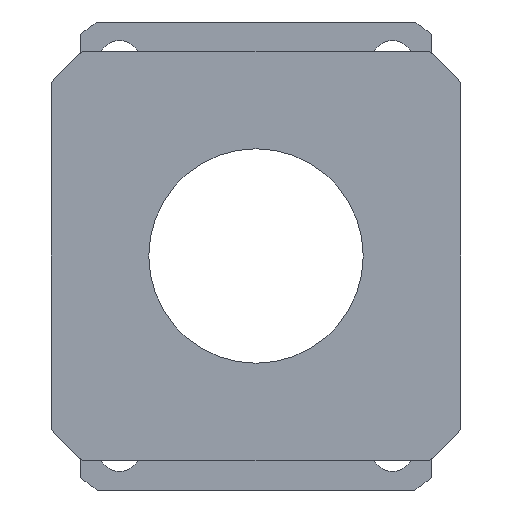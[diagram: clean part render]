
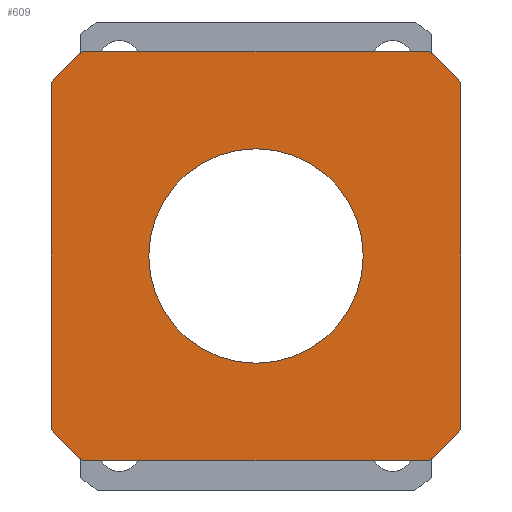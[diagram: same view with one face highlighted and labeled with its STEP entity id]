
A CAD part, left-side view. The second image highlights one B-rep face of the part: STEP entity #609.
In plain terms, the highlighted planar face has unit normal (-1, 0, 0).
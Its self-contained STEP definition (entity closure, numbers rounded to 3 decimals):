
#31=LINE($,#1258,#63);
#35=LINE($,#1267,#67);
#39=LINE($,#1276,#71);
#43=LINE($,#1285,#75);
#63=VECTOR($,#800,35.511);
#67=VECTOR($,#806,35.511);
#71=VECTOR($,#812,35.511);
#75=VECTOR($,#818,35.511);
#116=PLANE($,#679);
#149=FACE_BOUND($,#248,.T.);
#150=FACE_BOUND($,#249,.T.);
#248=EDGE_LOOP($,(#545));
#249=EDGE_LOOP($,(#546,#547,#548,#549,#550,#551,#552,#553));
#287=CIRCLE($,#669,27.5);
#289=CIRCLE($,#672,27.5);
#291=CIRCLE($,#675,27.5);
#292=CIRCLE($,#677,27.5);
#294=CIRCLE($,#680,11.);
#338=VERTEX_POINT($,#1255);
#339=VERTEX_POINT($,#1257);
#342=VERTEX_POINT($,#1264);
#343=VERTEX_POINT($,#1266);
#346=VERTEX_POINT($,#1273);
#347=VERTEX_POINT($,#1275);
#350=VERTEX_POINT($,#1282);
#351=VERTEX_POINT($,#1284);
#352=VERTEX_POINT($,#1300);
#404=EDGE_CURVE($,#339,#338,#31,.T.);
#408=EDGE_CURVE($,#343,#342,#35,.T.);
#412=EDGE_CURVE($,#347,#346,#39,.T.);
#416=EDGE_CURVE($,#351,#350,#43,.T.);
#419=EDGE_CURVE($,#351,#346,#287,.T.);
#421=EDGE_CURVE($,#347,#342,#289,.T.);
#423=EDGE_CURVE($,#343,#338,#291,.T.);
#424=EDGE_CURVE($,#339,#350,#292,.T.);
#426=EDGE_CURVE($,#352,#352,#294,.T.);
#545=ORIENTED_EDGE($,*,*,#426,.T.);
#546=ORIENTED_EDGE($,*,*,#404,.T.);
#547=ORIENTED_EDGE($,*,*,#423,.F.);
#548=ORIENTED_EDGE($,*,*,#408,.T.);
#549=ORIENTED_EDGE($,*,*,#421,.F.);
#550=ORIENTED_EDGE($,*,*,#412,.T.);
#551=ORIENTED_EDGE($,*,*,#419,.F.);
#552=ORIENTED_EDGE($,*,*,#416,.T.);
#553=ORIENTED_EDGE($,*,*,#424,.F.);
#609=ADVANCED_FACE($,(#149,#150),#116,.T.);
#669=AXIS2_PLACEMENT_3D($,#1289,#824,#825);
#672=AXIS2_PLACEMENT_3D($,#1292,#830,#831);
#675=AXIS2_PLACEMENT_3D($,#1295,#836,#837);
#677=AXIS2_PLACEMENT_3D($,#1297,#840,#841);
#679=AXIS2_PLACEMENT_3D($,#1299,#844,#845);
#680=AXIS2_PLACEMENT_3D($,#1301,#846,#847);
#800=DIRECTION($,(0.,1.,0.));
#806=DIRECTION($,(0.,0.,-1.));
#812=DIRECTION($,(0.,-1.,0.));
#818=DIRECTION($,(0.,0.,1.));
#824=DIRECTION('center_axis',(1.,0.,0.));
#825=DIRECTION('ref_axis',(0.,1.,0.));
#830=DIRECTION('center_axis',(1.,0.,0.));
#831=DIRECTION('ref_axis',(0.,1.,0.));
#836=DIRECTION('center_axis',(1.,0.,0.));
#837=DIRECTION('ref_axis',(0.,1.,0.));
#840=DIRECTION('center_axis',(1.,0.,0.));
#841=DIRECTION('ref_axis',(0.,1.,0.));
#844=DIRECTION('center_axis',(-1.,0.,0.));
#845=DIRECTION('ref_axis',(0.,0.,1.));
#846=DIRECTION('center_axis',(1.,0.,0.));
#847=DIRECTION('ref_axis',(0.,1.,0.));
#1255=CARTESIAN_POINT('',(0.,17.755,21.));
#1257=CARTESIAN_POINT('',(0.,-17.755,21.));
#1258=CARTESIAN_POINT($,(0.,14.878,21.));
#1264=CARTESIAN_POINT('',(0.,21.,-17.755));
#1266=CARTESIAN_POINT('',(0.,21.,17.755));
#1267=CARTESIAN_POINT($,(0.,21.,-8.878));
#1273=CARTESIAN_POINT('',(0.,-17.755,-21.));
#1275=CARTESIAN_POINT('',(0.,17.755,-21.));
#1276=CARTESIAN_POINT($,(0.,-2.878,-21.));
#1282=CARTESIAN_POINT('',(0.,-21.,17.755));
#1284=CARTESIAN_POINT('',(0.,-21.,-17.755));
#1285=CARTESIAN_POINT($,(0.,-21.,8.878));
#1289=CARTESIAN_POINT('Origin',(0.,0.,0.));
#1292=CARTESIAN_POINT('Origin',(0.,0.,0.));
#1295=CARTESIAN_POINT('Origin',(0.,0.,0.));
#1297=CARTESIAN_POINT('Origin',(0.,0.,0.));
#1299=CARTESIAN_POINT('Origin',(0.,12.,0.));
#1300=CARTESIAN_POINT('',(0.,11.,0.));
#1301=CARTESIAN_POINT('Origin',(0.,0.,0.));
